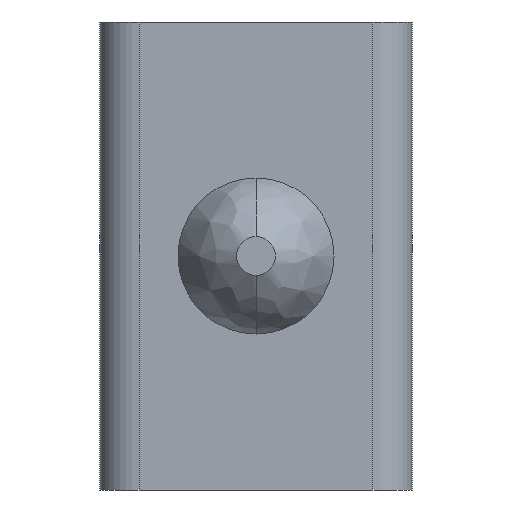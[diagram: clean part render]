
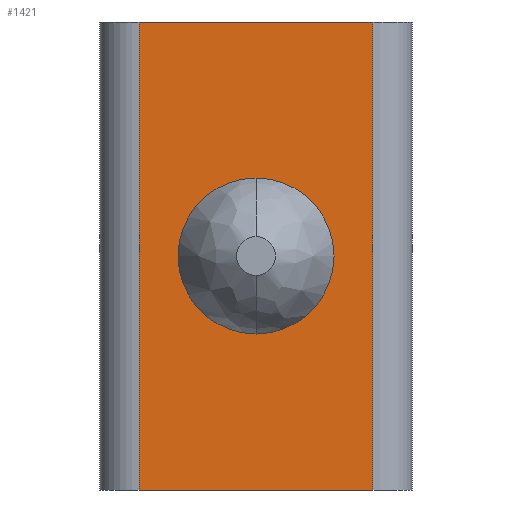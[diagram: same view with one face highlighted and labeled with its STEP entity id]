
A CAD part, front view. The second image highlights one B-rep face of the part: STEP entity #1421.
In plain terms, the highlighted planar face has unit normal (0, -1, 0).
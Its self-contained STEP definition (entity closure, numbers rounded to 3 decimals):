
#2 = CARTESIAN_POINT ( 'NONE',  ( -1.5, -2.5, -3. ) ) ;
#56 = VECTOR ( 'NONE', #76, 1000. ) ;
#69 = DIRECTION ( 'NONE',  ( 1., 0., 0. ) ) ;
#76 = DIRECTION ( 'NONE',  ( 1., 0., 0. ) ) ;
#84 = CARTESIAN_POINT ( 'NONE',  ( 1.5, -2.5, -3. ) ) ;
#105 = CARTESIAN_POINT ( 'NONE',  ( 1.5, -2.5, -3. ) ) ;
#166 = VECTOR ( 'NONE', #1676, 1000. ) ;
#201 = CARTESIAN_POINT ( 'NONE',  ( -1.5, -2.5, -3. ) ) ;
#259 = EDGE_LOOP ( 'NONE', ( #913, #1472, #402, #832 ) ) ;
#278 = VERTEX_POINT ( 'NONE', #332 ) ;
#290 = EDGE_CURVE ( 'NONE', #1334, #278, #296, .T. ) ;
#293 = AXIS2_PLACEMENT_3D ( 'NONE', #501, #639, #1812 ) ;
#296 = LINE ( 'NONE', #885, #166 ) ;
#297 = AXIS2_PLACEMENT_3D ( 'NONE', #741, #1316, #750 ) ;
#322 = FACE_BOUND ( 'NONE', #1447, .T. ) ;
#325 = VERTEX_POINT ( 'NONE', #341 ) ;
#332 = CARTESIAN_POINT ( 'NONE',  ( -1.5, -2.5, 3. ) ) ;
#341 = CARTESIAN_POINT ( 'NONE',  ( 0., -2.5, -0.25 ) ) ;
#357 = EDGE_CURVE ( 'NONE', #1334, #768, #930, .T. ) ;
#400 = DIRECTION ( 'NONE',  ( 0., 0., -1. ) ) ;
#402 = ORIENTED_EDGE ( 'NONE', *, *, #290, .F. ) ;
#421 = VECTOR ( 'NONE', #1283, 1000. ) ;
#501 = CARTESIAN_POINT ( 'NONE',  ( 0., -2.5, 0. ) ) ;
#618 = EDGE_CURVE ( 'NONE', #1707, #325, #1419, .T. ) ;
#639 = DIRECTION ( 'NONE',  ( 0., -1., 0. ) ) ;
#674 = AXIS2_PLACEMENT_3D ( 'NONE', #1140, #713, #400 ) ;
#696 = VECTOR ( 'NONE', #69, 1000. ) ;
#713 = DIRECTION ( 'NONE',  ( 0., -1., 0. ) ) ;
#741 = CARTESIAN_POINT ( 'NONE',  ( -1.5, -2.5, -3. ) ) ;
#750 = DIRECTION ( 'NONE',  ( 0., 0., -1. ) ) ;
#768 = VERTEX_POINT ( 'NONE', #84 ) ;
#832 = ORIENTED_EDGE ( 'NONE', *, *, #357, .T. ) ;
#849 = CARTESIAN_POINT ( 'NONE',  ( 0., -2.5, 0.25 ) ) ;
#885 = CARTESIAN_POINT ( 'NONE',  ( -1.5, -2.5, -3. ) ) ;
#913 = ORIENTED_EDGE ( 'NONE', *, *, #1669, .T. ) ;
#930 = LINE ( 'NONE', #201, #696 ) ;
#978 = LINE ( 'NONE', #105, #421 ) ;
#1043 = ORIENTED_EDGE ( 'NONE', *, *, #618, .F. ) ;
#1140 = CARTESIAN_POINT ( 'NONE',  ( 0., -2.5, 0. ) ) ;
#1231 = VERTEX_POINT ( 'NONE', #1293 ) ;
#1283 = DIRECTION ( 'NONE',  ( 0., 0., 1. ) ) ;
#1288 = EDGE_CURVE ( 'NONE', #325, #1707, #1732, .T. ) ;
#1293 = CARTESIAN_POINT ( 'NONE',  ( 1.5, -2.5, 3. ) ) ;
#1316 = DIRECTION ( 'NONE',  ( 0., -1., 0. ) ) ;
#1334 = VERTEX_POINT ( 'NONE', #2 ) ;
#1369 = CARTESIAN_POINT ( 'NONE',  ( -1.5, -2.5, 3. ) ) ;
#1419 = CIRCLE ( 'NONE', #293, 0.25 ) ;
#1421 = ADVANCED_FACE ( 'NONE', ( #322, #1604 ), #1785, .T. ) ;
#1447 = EDGE_LOOP ( 'NONE', ( #1043, #1552 ) ) ;
#1457 = EDGE_CURVE ( 'NONE', #278, #1231, #1675, .T. ) ;
#1472 = ORIENTED_EDGE ( 'NONE', *, *, #1457, .F. ) ;
#1552 = ORIENTED_EDGE ( 'NONE', *, *, #1288, .F. ) ;
#1604 = FACE_OUTER_BOUND ( 'NONE', #259, .T. ) ;
#1669 = EDGE_CURVE ( 'NONE', #768, #1231, #978, .T. ) ;
#1675 = LINE ( 'NONE', #1369, #56 ) ;
#1676 = DIRECTION ( 'NONE',  ( 0., 0., 1. ) ) ;
#1707 = VERTEX_POINT ( 'NONE', #849 ) ;
#1732 = CIRCLE ( 'NONE', #674, 0.25 ) ;
#1785 = PLANE ( 'NONE',  #297 ) ;
#1812 = DIRECTION ( 'NONE',  ( 0., 0., -1. ) ) ;
